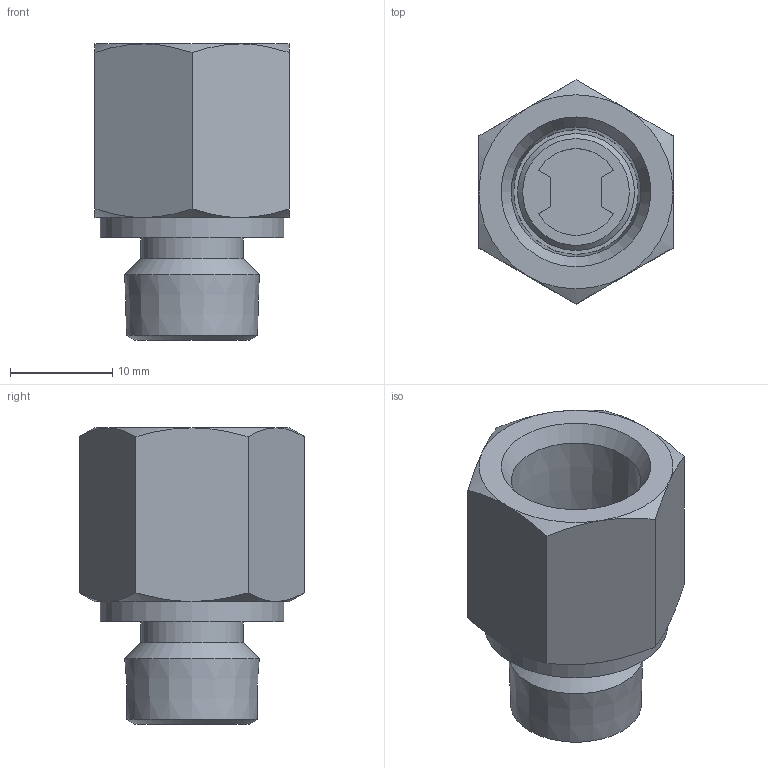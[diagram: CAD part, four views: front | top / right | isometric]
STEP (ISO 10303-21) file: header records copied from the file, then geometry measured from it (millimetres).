
FILE_DESCRIPTION(/* description */ ('STEP AP214'),/* implementation_level */ '2;1');
FILE_NAME(/* name */ '4727333_NPFV-AF-N14-N14-MF',/* time_stamp */ '2024-09-13T00:39:32+02:00',/* author */ ('License CC BY-ND 4.0'),/* organization */ ('CADENAS'),/* preprocessor_version */ 'ST-DEVELOPER v19.3',/* originating_system */ 'PARTsolutions',/* authorisation */ ' ');
FILE_SCHEMA (('AUTOMOTIVE_DESIGN {1 0 10303 214 3 1 1}'));
Length unit declared in the file: millimetre
Products named in the file (1): 4727333 NPFV-AF-N14-N14-MF
Bounding box: 19 x 21.94 x 29 mm (x, y, z)
Volume: 5259.6 mm3; surface area: 2957.4 mm2
Topology: 1 solids, 1 shells, 44 faces, 91 edges, 55 vertices
Faces by surface type: plane 20, cone 18, cylinder 6
Full cylindrical faces by diameter (mm): 6 x1, 10 x1, 11.445 x1, 18 x1
Entity records: 1154 total; most frequent: CARTESIAN_POINT 253, DIRECTION 178, ORIENTED_EDGE 162, EDGE_CURVE 81, AXIS2_PLACEMENT_3D 76, EDGE_LOOP 60, FACE_BOUND 60, VERTEX_POINT 55
